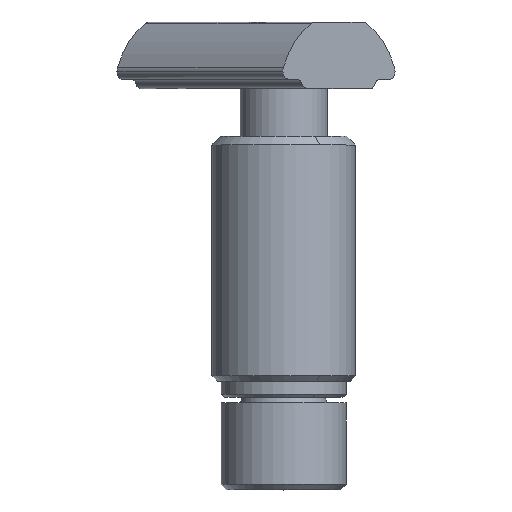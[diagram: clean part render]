
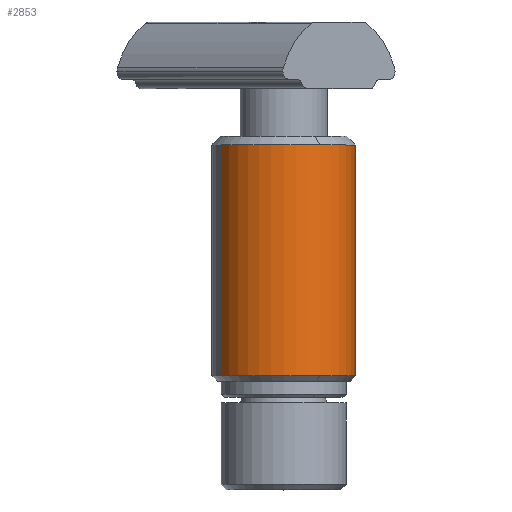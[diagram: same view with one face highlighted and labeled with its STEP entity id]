
A CAD part, top view. The second image highlights one B-rep face of the part: STEP entity #2853.
In plain terms, the highlighted cylindrical face has radius 6.6 mm (diameter 13.2 mm), a partial arc.
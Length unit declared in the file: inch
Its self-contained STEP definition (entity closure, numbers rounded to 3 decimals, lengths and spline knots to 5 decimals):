
#11 = VECTOR ( 'NONE', #4062, 39.37008 ) ;
#86 = DIRECTION ( 'NONE',  ( 0., -1., 0. ) ) ;
#128 = LINE ( 'NONE', #4925, #11 ) ;
#159 = DIRECTION ( 'NONE',  ( 0., -1., 0. ) ) ;
#232 = VERTEX_POINT ( 'NONE', #2011 ) ;
#521 = CARTESIAN_POINT ( 'NONE',  ( -0.97266, 0.57981, 0. ) ) ;
#754 = CARTESIAN_POINT ( 'NONE',  ( -0.45297, 0.16839, 0. ) ) ;
#757 = AXIS2_PLACEMENT_3D ( 'NONE', #3413, #2423, #2401 ) ;
#837 = CYLINDRICAL_SURFACE ( 'NONE', #2530, 0.25984 ) ;
#867 = VERTEX_POINT ( 'NONE', #754 ) ;
#903 = ORIENTED_EDGE ( 'NONE', *, *, #3983, .T. ) ;
#1121 = CARTESIAN_POINT ( 'NONE',  ( -0.71282, 1.00304, 0. ) ) ;
#1130 = AXIS2_PLACEMENT_3D ( 'NONE', #2034, #159, #5019 ) ;
#1150 = AXIS2_PLACEMENT_3D ( 'NONE', #1121, #5004, #4666 ) ;
#1263 = CIRCLE ( 'NONE', #1757, 0.25984 ) ;
#1424 = VECTOR ( 'NONE', #86, 39.37008 ) ;
#1446 = LINE ( 'NONE', #521, #1424 ) ;
#1468 = CARTESIAN_POINT ( 'NONE',  ( -0.71282, 1.00304, -0.25984 ) ) ;
#1478 = DIRECTION ( 'NONE',  ( 1., 0., 0. ) ) ;
#1481 = CARTESIAN_POINT ( 'NONE',  ( -0.71282, 0.57981, 0. ) ) ;
#1504 = DIRECTION ( 'NONE',  ( 0., -1., 0. ) ) ;
#1757 = AXIS2_PLACEMENT_3D ( 'NONE', #4838, #4833, #4823 ) ;
#1933 = VERTEX_POINT ( 'NONE', #3280 ) ;
#2011 = CARTESIAN_POINT ( 'NONE',  ( -0.45297, 1.00304, 0. ) ) ;
#2034 = CARTESIAN_POINT ( 'NONE',  ( -0.71282, 1.00304, 0. ) ) ;
#2324 = CARTESIAN_POINT ( 'NONE',  ( -0.97266, 1.00304, 0. ) ) ;
#2401 = DIRECTION ( 'NONE',  ( 1., 0., 0. ) ) ;
#2423 = DIRECTION ( 'NONE',  ( 0., 1., 0. ) ) ;
#2530 = AXIS2_PLACEMENT_3D ( 'NONE', #1481, #1504, #1478 ) ;
#2549 = VERTEX_POINT ( 'NONE', #2324 ) ;
#2664 = CIRCLE ( 'NONE', #757, 0.25984 ) ;
#2853 = ADVANCED_FACE ( 'NONE', ( #3559 ), #837, .T. ) ;
#2879 = VERTEX_POINT ( 'NONE', #1468 ) ;
#3280 = CARTESIAN_POINT ( 'NONE',  ( -0.97266, 0.16839, 0. ) ) ;
#3413 = CARTESIAN_POINT ( 'NONE',  ( -0.71282, 0.16839, 0. ) ) ;
#3513 = EDGE_CURVE ( 'NONE', #4928, #1933, #1263, .T. ) ;
#3559 = FACE_OUTER_BOUND ( 'NONE', #4976, .T. ) ;
#3983 = EDGE_CURVE ( 'NONE', #2879, #232, #4367, .T. ) ;
#4000 = EDGE_CURVE ( 'NONE', #2549, #2879, #4965, .T. ) ;
#4062 = DIRECTION ( 'NONE',  ( 0., -1., 0. ) ) ;
#4149 = EDGE_CURVE ( 'NONE', #867, #4928, #2664, .T. ) ;
#4156 = ORIENTED_EDGE ( 'NONE', *, *, #3513, .T. ) ;
#4199 = EDGE_CURVE ( 'NONE', #2549, #1933, #1446, .T. ) ;
#4255 = ORIENTED_EDGE ( 'NONE', *, *, #4297, .T. ) ;
#4297 = EDGE_CURVE ( 'NONE', #232, #867, #128, .T. ) ;
#4367 = CIRCLE ( 'NONE', #1150, 0.25984 ) ;
#4517 = CARTESIAN_POINT ( 'NONE',  ( -0.71282, 0.16839, -0.25984 ) ) ;
#4666 = DIRECTION ( 'NONE',  ( 1., 0., 0. ) ) ;
#4756 = ORIENTED_EDGE ( 'NONE', *, *, #4199, .F. ) ;
#4764 = ORIENTED_EDGE ( 'NONE', *, *, #4000, .T. ) ;
#4823 = DIRECTION ( 'NONE',  ( 1., 0., 0. ) ) ;
#4833 = DIRECTION ( 'NONE',  ( 0., 1., 0. ) ) ;
#4838 = CARTESIAN_POINT ( 'NONE',  ( -0.71282, 0.16839, 0. ) ) ;
#4891 = ORIENTED_EDGE ( 'NONE', *, *, #4149, .T. ) ;
#4925 = CARTESIAN_POINT ( 'NONE',  ( -0.45297, 0.57981, 0. ) ) ;
#4928 = VERTEX_POINT ( 'NONE', #4517 ) ;
#4965 = CIRCLE ( 'NONE', #1130, 0.25984 ) ;
#4976 = EDGE_LOOP ( 'NONE', ( #4756, #4764, #903, #4255, #4891, #4156 ) ) ;
#5004 = DIRECTION ( 'NONE',  ( 0., -1., 0. ) ) ;
#5019 = DIRECTION ( 'NONE',  ( 1., 0., 0. ) ) ;
